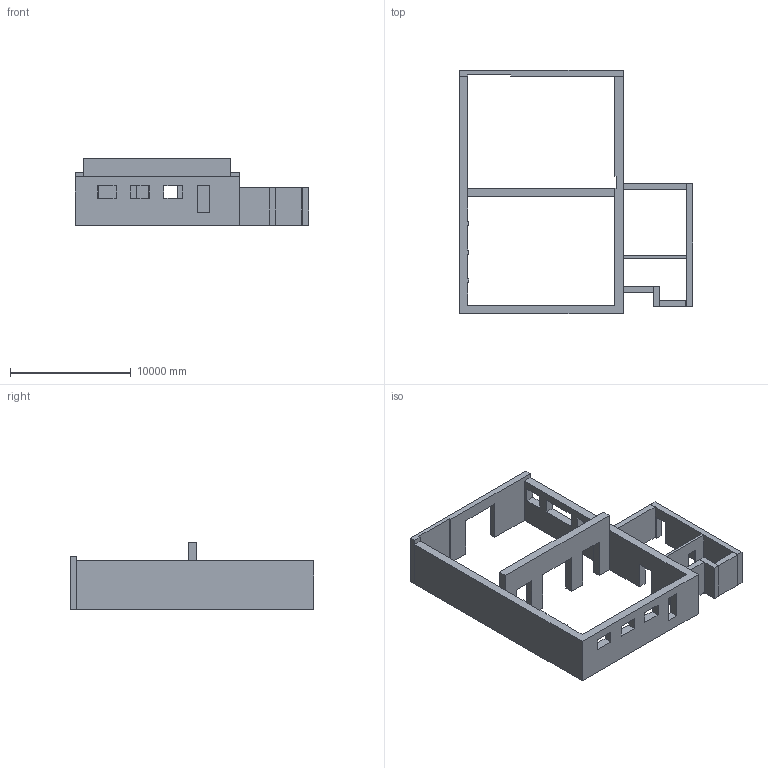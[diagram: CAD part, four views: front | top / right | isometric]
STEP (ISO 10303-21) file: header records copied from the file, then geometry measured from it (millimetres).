
FILE_DESCRIPTION(('FreeCAD Model'),'2;1');
FILE_NAME('base.step', '2019-09-08T22:29:00',('Author'),(''), 'Open CASCADE STEP processor 7.3','FreeCAD','Unknown');
FILE_SCHEMA(('AUTOMOTIVE_DESIGN { 1 0 10303 214 1 1 1 1 }'));
Length unit declared in the file: millimetre
Products named in the file (9): obvod; pricka; celo; Wall; Wall001; Wall002; Wall003; Wall004; Wall005
Bounding box: 19350 x 20200 x 5500 mm (x, y, z)
Volume: 219372480000 mm3; surface area: 937771500 mm2
Topology: 9 solids, 9 shells, 134 faces, 348 edges, 232 vertices
Faces by surface type: plane 134
Entity records: 8516 total; most frequent: CARTESIAN_POINT 1624, DIRECTION 1101, LINE 831, VECTOR 831, ORIENTED_EDGE 696, PCURVE 696, DEFINITIONAL_REPRESENTATION 696, EDGE_CURVE 348
